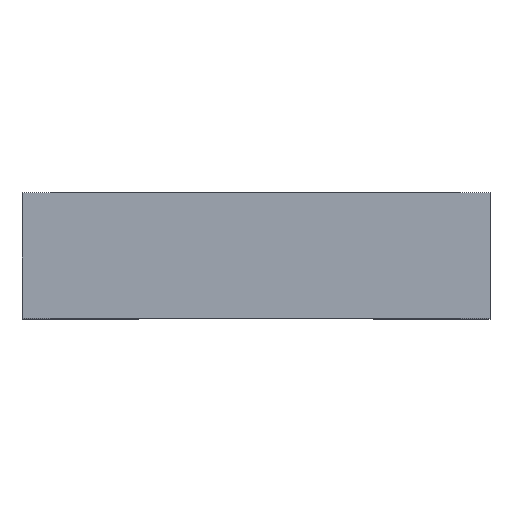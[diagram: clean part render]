
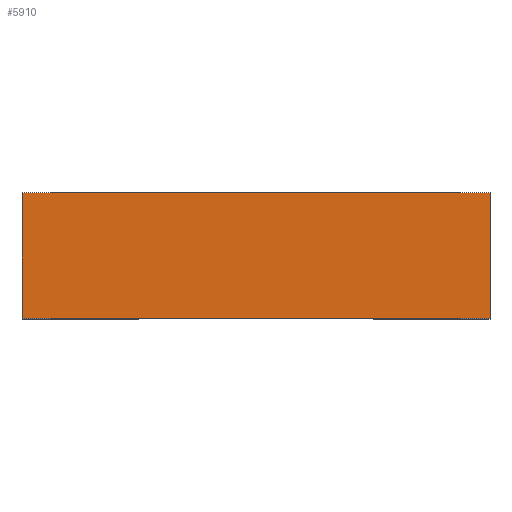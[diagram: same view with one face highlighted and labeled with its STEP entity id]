
A CAD part, top view. The second image highlights one B-rep face of the part: STEP entity #5910.
In plain terms, the highlighted face is planar.
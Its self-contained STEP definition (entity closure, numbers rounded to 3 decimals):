
#5520=CARTESIAN_POINT('',(4.765,-9.175,
59.168));
#5530=DIRECTION('',(0.,1.,-0.));
#5540=DIRECTION('',(-1.,0.,0.));
#5550=AXIS2_PLACEMENT_3D('',#5520,#5530,#5540);
#5560=PLANE('',#5550);
#5570=CARTESIAN_POINT('',(5.607,-9.175,
45.16));
#5580=DIRECTION('',(1.,0.,0.));
#5590=VECTOR('',#5580,1.);
#5600=LINE('',#5570,#5590);
#5610=CARTESIAN_POINT('',(2.607,-9.175,
45.16));
#5620=VERTEX_POINT('',#5610);
#5630=CARTESIAN_POINT('',(5.607,-9.175,
45.16));
#5640=VERTEX_POINT('',#5630);
#5650=EDGE_CURVE('',#5620,#5640,#5600,.T.);
#5660=ORIENTED_EDGE('',*,*,#5650,.F.);
#5670=CARTESIAN_POINT('',(5.607,-9.175,47.075))
;
#5680=DIRECTION('',(0.,0.,1.));
#5690=VECTOR('',#5680,1.);
#5700=LINE('',#5670,#5690);
#5710=CARTESIAN_POINT('',(5.607,-9.175,
56.36));
#5720=VERTEX_POINT('',#5710);
#5730=EDGE_CURVE('',#5640,#5720,#5700,.T.);
#5740=ORIENTED_EDGE('',*,*,#5730,.F.);
#5750=CARTESIAN_POINT('',(5.607,-9.175,
56.36));
#5760=DIRECTION('',(1.,0.,0.));
#5770=VECTOR('',#5760,1.);
#5780=LINE('',#5750,#5770);
#5790=CARTESIAN_POINT('',(2.607,-9.175,
56.36));
#5800=VERTEX_POINT('',#5790);
#5810=EDGE_CURVE('',#5800,#5720,#5780,.T.);
#5820=ORIENTED_EDGE('',*,*,#5810,.T.);
#5830=CARTESIAN_POINT('',(2.607,-9.175,47.075))
;
#5840=DIRECTION('',(0.,0.,-1.));
#5850=VECTOR('',#5840,1.);
#5860=LINE('',#5830,#5850);
#5870=EDGE_CURVE('',#5800,#5620,#5860,.T.);
#5880=ORIENTED_EDGE('',*,*,#5870,.F.);
#5890=EDGE_LOOP('',(#5880,#5820,#5740,#5660));
#5900=FACE_OUTER_BOUND('',#5890,.T.);
#5910=ADVANCED_FACE('',(#5900),#5560,.T.);
